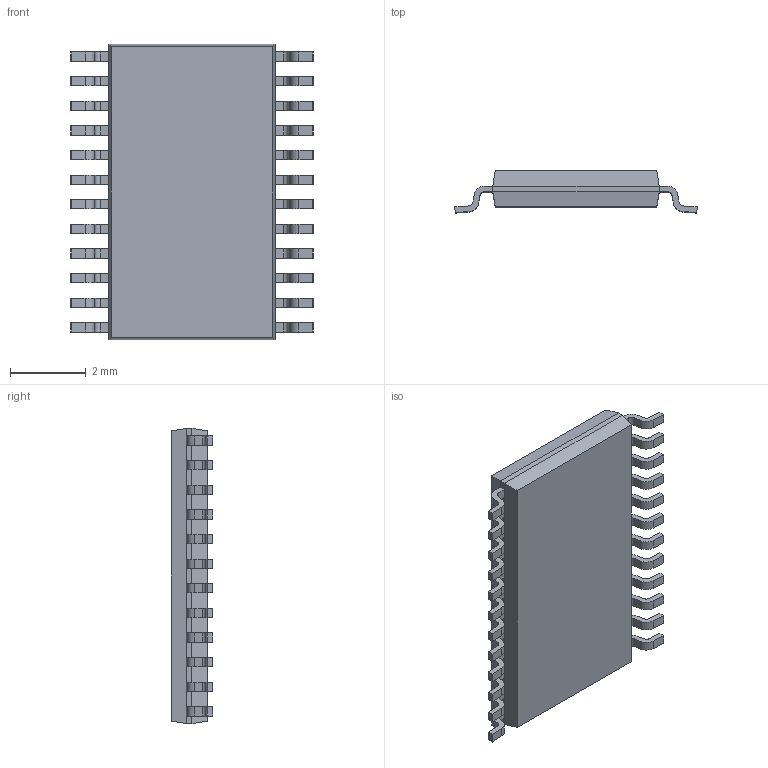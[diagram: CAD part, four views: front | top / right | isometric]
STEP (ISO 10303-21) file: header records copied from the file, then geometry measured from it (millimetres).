
FILE_DESCRIPTION (( 'STEP AP214' ), '1' );
FILE_NAME ('SOT355-1.STEP', '2020-09-17T07:01:23', ( '' ), ( '' ), 'SwSTEP 2.0', 'SolidWorks 2017', '' );
FILE_SCHEMA (( 'AUTOMOTIVE_DESIGN' ));
Length unit declared in the file: millimetre
Products named in the file (1): SOT355-1
Bounding box: 6.4 x 1.1 x 7.8 mm (x, y, z)
Volume: 33.1 mm3; surface area: 116.9 mm2
Topology: 26 solids, 26 shells, 357 faces, 904 edges, 600 vertices
Faces by surface type: plane 257, cylinder 100
Entity records: 10953 total; most frequent: CARTESIAN_POINT 1862, DIRECTION 1820, ORIENTED_EDGE 1808, EDGE_CURVE 904, VECTOR 704, LINE 704, VERTEX_POINT 600, AXIS2_PLACEMENT_3D 558
